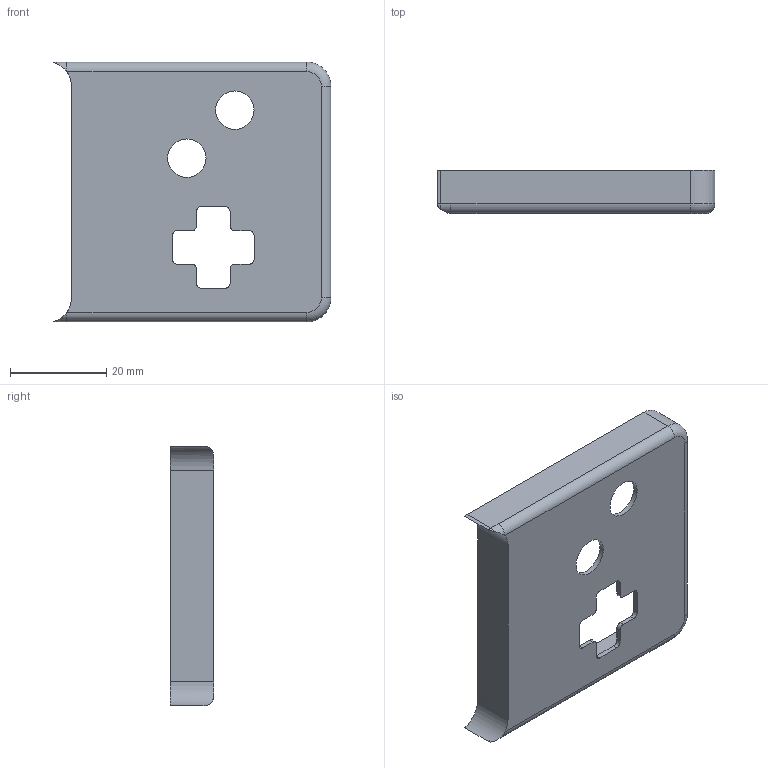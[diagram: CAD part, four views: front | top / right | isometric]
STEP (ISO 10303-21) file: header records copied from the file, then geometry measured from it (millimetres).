
FILE_DESCRIPTION(/* description */ (''),/* implementation_level */ '2;1');
FILE_NAME(/* name */ 'M5Fold_gamepad v4.step',/* time_stamp */ '2022-09-03T04:45:20+09:00',/* author */ (''),/* organization */ (''),/* preprocessor_version */ 'ST-DEVELOPER v19',/* originating_system */ 'Autodesk Translation Framework v11.7.0.108',/* authorisation */ '');
FILE_SCHEMA (('AUTOMOTIVE_DESIGN { 1 0 10303 214 3 1 1 }'));
Length unit declared in the file: millimetre
Products named in the file (1): M5Fold_gamepad
Bounding box: 57.85 x 9 x 54.1 mm (x, y, z)
Volume: 7706.4 mm3; surface area: 9015 mm2
Topology: 1 solids, 1 shells, 73 faces, 187 edges, 122 vertices
Faces by surface type: cylinder 37, plane 32, torus 4
Full cylindrical faces by diameter (mm): 2.7 x4, 8 x2
Entity records: 2300 total; most frequent: CARTESIAN_POINT 415, DIRECTION 405, ORIENTED_EDGE 374, EDGE_CURVE 187, AXIS2_PLACEMENT_3D 148, VERTEX_POINT 122, LINE 109, VECTOR 109
